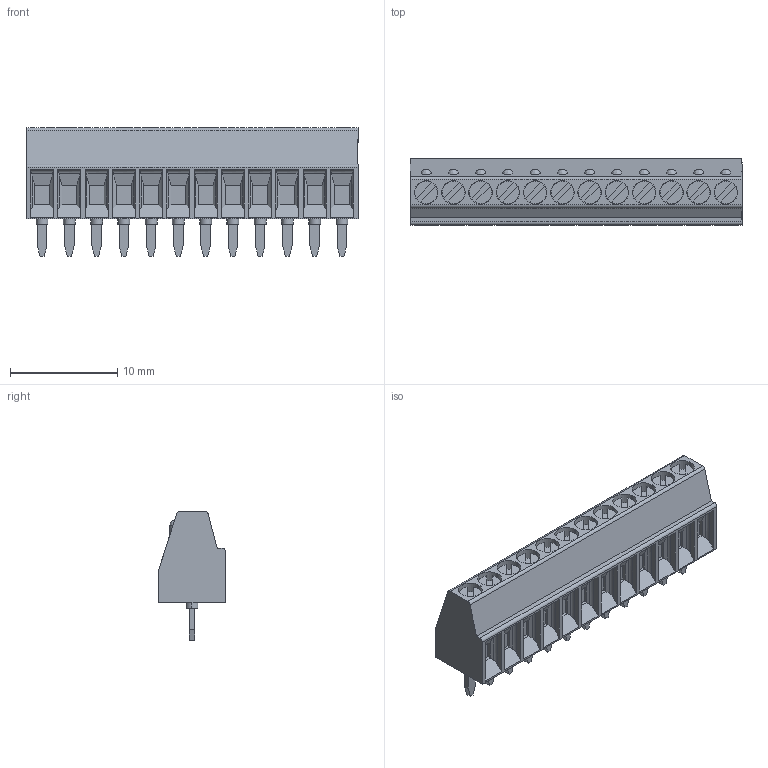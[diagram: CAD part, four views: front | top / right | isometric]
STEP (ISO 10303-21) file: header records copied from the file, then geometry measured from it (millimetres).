
FILE_DESCRIPTION (( 'STEP AP214' ), '1' );
FILE_NAME ('mpt_0,5-12-2,54.STEP', '2018-10-28T17:30:54', ( '' ), ( '' ), 'SwSTEP 2.0', 'SolidWorks 2016', '' );
FILE_SCHEMA (( 'AUTOMOTIVE_DESIGN' ));
Length unit declared in the file: millimetre
Products named in the file (1): mpt_0,5-12-2,54
Bounding box: 30.94 x 6.2 x 12 mm (x, y, z)
Volume: 1239 mm3; surface area: 1436.7 mm2
Topology: 1 solids, 1 shells, 494 faces, 1224 edges, 796 vertices
Faces by surface type: plane 338, cylinder 144, bspline 12
Entity records: 17020 total; most frequent: CARTESIAN_POINT 3069, ORIENTED_EDGE 2424, DIRECTION 2370, EDGE_CURVE 1212, LINE 828, VECTOR 828, VERTEX_POINT 796, AXIS2_PLACEMENT_3D 771
